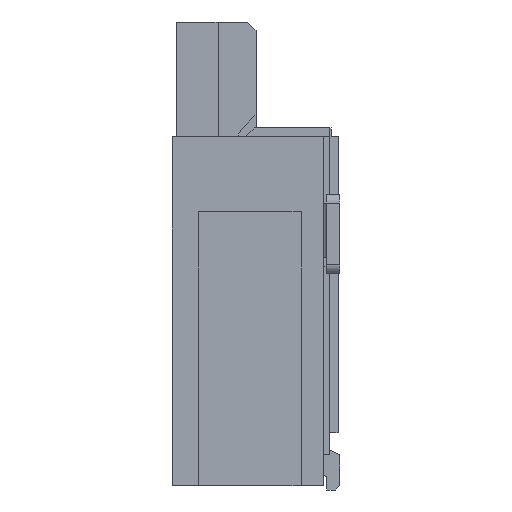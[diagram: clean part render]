
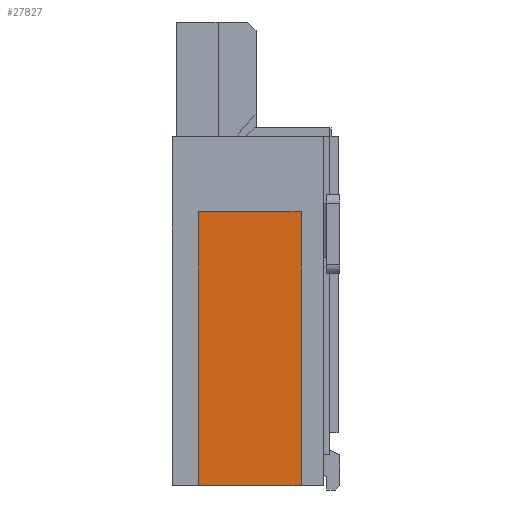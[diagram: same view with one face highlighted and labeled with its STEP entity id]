
A CAD part, left-side view. The second image highlights one B-rep face of the part: STEP entity #27827.
In plain terms, the highlighted planar face has unit normal (-1, 0, 0).
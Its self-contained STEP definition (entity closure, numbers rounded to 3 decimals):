
#8765=DIRECTION('',(0.,1.,0.));
#8766=VECTOR('',#8765,1.16);
#8767=CARTESIAN_POINT('',(-7.1,0.42,-1.25));
#8768=LINE('',#8767,#8766);
#8805=DIRECTION('',(0.,0.,-1.));
#8806=VECTOR('',#8805,3.1);
#8807=CARTESIAN_POINT('',(-7.1,1.58,1.85));
#8808=LINE('',#8807,#8806);
#8809=DIRECTION('',(0.,1.,0.));
#8810=VECTOR('',#8809,1.16);
#8811=CARTESIAN_POINT('',(-7.1,0.42,1.85));
#8812=LINE('',#8811,#8810);
#8813=DIRECTION('',(0.,0.,1.));
#8814=VECTOR('',#8813,3.1);
#8815=CARTESIAN_POINT('',(-7.1,0.42,-1.25));
#8816=LINE('',#8815,#8814);
#14293=CARTESIAN_POINT('',(-7.1,0.42,1.85));
#14294=CARTESIAN_POINT('',(-7.1,1.58,1.85));
#14295=VERTEX_POINT('',#14293);
#14296=VERTEX_POINT('',#14294);
#14305=CARTESIAN_POINT('',(-7.1,0.42,-1.25));
#14306=CARTESIAN_POINT('',(-7.1,1.58,-1.25));
#14307=VERTEX_POINT('',#14305);
#14308=VERTEX_POINT('',#14306);
#27814=CARTESIAN_POINT('',(-7.1,0.,0.));
#27815=DIRECTION('',(-1.,0.,0.));
#27816=DIRECTION('',(0.,0.,1.));
#27817=AXIS2_PLACEMENT_3D('',#27814,#27815,#27816);
#27818=PLANE('',#27817);
#27819=ORIENTED_EDGE('',*,*,#27778,.T.);
#27821=ORIENTED_EDGE('',*,*,#27820,.F.);
#27823=ORIENTED_EDGE('',*,*,#27822,.F.);
#27824=ORIENTED_EDGE('',*,*,#27766,.F.);
#27825=EDGE_LOOP('',(#27819,#27821,#27823,#27824));
#27826=FACE_OUTER_BOUND('',#27825,.F.);
#27827=ADVANCED_FACE('',(#27826),#27818,.T.);
#27766=EDGE_CURVE('',#14307,#14295,#8816,.T.);
#27778=EDGE_CURVE('',#14307,#14308,#8768,.T.);
#27820=EDGE_CURVE('',#14296,#14308,#8808,.T.);
#27822=EDGE_CURVE('',#14295,#14296,#8812,.T.);
